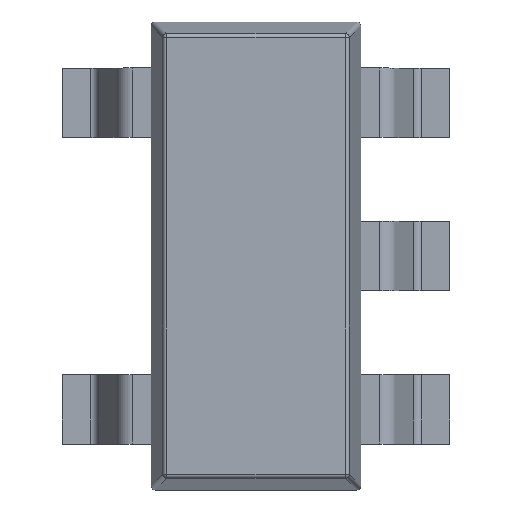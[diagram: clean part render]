
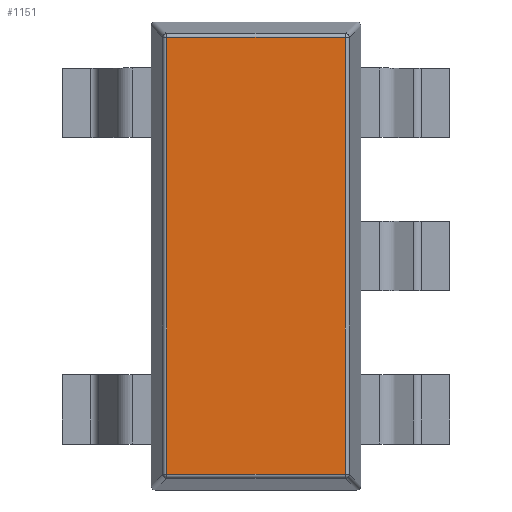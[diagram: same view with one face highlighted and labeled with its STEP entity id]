
A CAD part, top view. The second image highlights one B-rep face of the part: STEP entity #1151.
In plain terms, the highlighted planar face has unit normal (0, 0, 1).
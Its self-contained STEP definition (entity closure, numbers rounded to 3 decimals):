
#111=FACE_OUTER_BOUND('',#184,.T.);
#184=EDGE_LOOP('',(#776,#777,#778,#779));
#257=LINE('',#1732,#386);
#258=LINE('',#1734,#387);
#259=LINE('',#1736,#388);
#260=LINE('',#1737,#389);
#386=VECTOR('',#1373,1.);
#387=VECTOR('',#1374,1.);
#388=VECTOR('',#1375,1.);
#389=VECTOR('',#1376,1.);
#515=VERTEX_POINT('',#1730);
#516=VERTEX_POINT('',#1731);
#517=VERTEX_POINT('',#1733);
#518=VERTEX_POINT('',#1735);
#611=EDGE_CURVE('',#515,#516,#257,.T.);
#612=EDGE_CURVE('',#516,#517,#258,.T.);
#613=EDGE_CURVE('',#517,#518,#259,.T.);
#614=EDGE_CURVE('',#518,#515,#260,.T.);
#776=ORIENTED_EDGE('',*,*,#611,.T.);
#777=ORIENTED_EDGE('',*,*,#612,.T.);
#778=ORIENTED_EDGE('',*,*,#613,.T.);
#779=ORIENTED_EDGE('',*,*,#614,.T.);
#1106=PLANE('',#1252);
#1151=ADVANCED_FACE('',(#111),#1106,.T.);
#1252=AXIS2_PLACEMENT_3D('',#1729,#1371,#1372);
#1371=DIRECTION('center_axis',(0.,0.,1.));
#1372=DIRECTION('ref_axis',(1.,0.,0.));
#1373=DIRECTION('',(-1.,0.,0.));
#1374=DIRECTION('',(0.,-1.,0.));
#1375=DIRECTION('',(1.,0.,0.));
#1376=DIRECTION('',(0.,1.,0.));
#1729=CARTESIAN_POINT('Origin',(0.,0.,1.));
#1730=CARTESIAN_POINT('',(1.353,0.553,1.));
#1731=CARTESIAN_POINT('',(-1.353,0.553,1.));
#1732=CARTESIAN_POINT('',(0.,0.553,1.));
#1733=CARTESIAN_POINT('',(-1.353,-0.553,1.));
#1734=CARTESIAN_POINT('',(-1.353,0.,1.));
#1735=CARTESIAN_POINT('',(1.353,-0.553,1.));
#1736=CARTESIAN_POINT('',(0.,-0.553,1.));
#1737=CARTESIAN_POINT('',(1.353,0.,1.));
